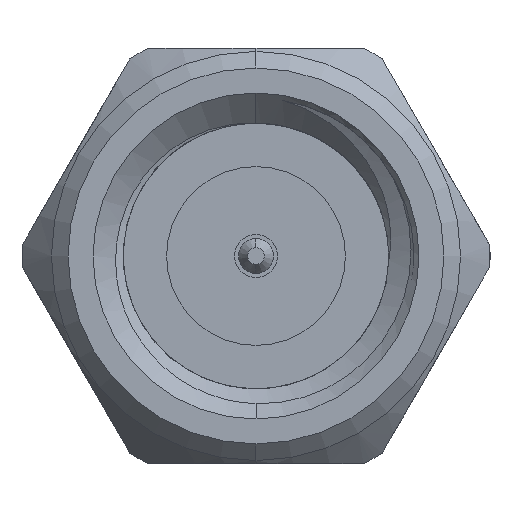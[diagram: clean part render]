
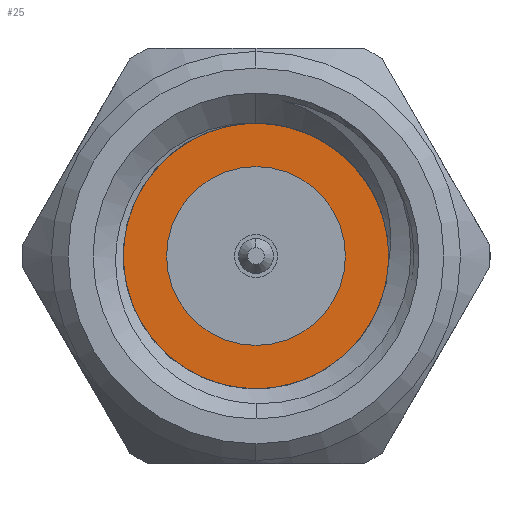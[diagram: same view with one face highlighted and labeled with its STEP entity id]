
A CAD part, left-side view. The second image highlights one B-rep face of the part: STEP entity #25.
In plain terms, the highlighted planar face has unit normal (-1, 0, 0).
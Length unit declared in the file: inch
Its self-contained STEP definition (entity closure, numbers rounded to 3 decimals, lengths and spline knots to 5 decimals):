
#6 = AXIS2_PLACEMENT_3D ( 'NONE', #1671, #978, #2608 ) ;
#23 = CARTESIAN_POINT ( 'NONE',  ( 0.13266, -0.07866, -0.01389 ) ) ;
#25 = ADVANCED_FACE ( 'NONE', ( #2570, #1950 ), #2893, .T. ) ;
#73 = CARTESIAN_POINT ( 'NONE',  ( 0.13266, -0.05362, -0.05944 ) ) ;
#74 = ORIENTED_EDGE ( 'NONE', *, *, #2032, .T. ) ;
#128 = CARTESIAN_POINT ( 'NONE',  ( 0.13266, 0.08544, 0.03961 ) ) ;
#129 = AXIS2_PLACEMENT_3D ( 'NONE', #395, #1505, #1082 ) ;
#157 = CARTESIAN_POINT ( 'NONE',  ( 0.13266, -0.08075, 0.02209 ) ) ;
#200 = CARTESIAN_POINT ( 'NONE',  ( 0.13266, -0.02791, 0.0869 ) ) ;
#348 = CARTESIAN_POINT ( 'NONE',  ( 0.13266, 0.07539, -0.0431 ) ) ;
#388 = CARTESIAN_POINT ( 'NONE',  ( 0.13266, 0.01458, 0.09356 ) ) ;
#395 = CARTESIAN_POINT ( 'NONE',  ( 0.13266, 0.05377, 0. ) ) ;
#413 = DIRECTION ( 'NONE',  ( 0., 0., -1. ) ) ;
#495 = CARTESIAN_POINT ( 'NONE',  ( 0.13266, -0.07866, -0.01389 ) ) ;
#548 = CARTESIAN_POINT ( 'NONE',  ( 0.13266, -0.06097, -0.05188 ) ) ;
#583 = ORIENTED_EDGE ( 'NONE', *, *, #1061, .F. ) ;
#617 = CARTESIAN_POINT ( 'NONE',  ( 0.13266, -0.08169, 0.01495 ) ) ;
#693 = CARTESIAN_POINT ( 'NONE',  ( 0.13266, -0.08064, -0.00685 ) ) ;
#722 = AXIS2_PLACEMENT_3D ( 'NONE', #2571, #1884, #762 ) ;
#745 = CARTESIAN_POINT ( 'NONE',  ( 0.13266, 0.00473, -0.08045 ) ) ;
#762 = DIRECTION ( 'NONE',  ( 0., 0., -1. ) ) ;
#792 = CARTESIAN_POINT ( 'NONE',  ( 0.13265, 0.07913, 0.05255 ) ) ;
#797 = CARTESIAN_POINT ( 'NONE',  ( 0.13266, 0.08937, 0.02581 ) ) ;
#868 = EDGE_CURVE ( 'NONE', #2143, #1455, #1873, .T. ) ;
#885 = CARTESIAN_POINT ( 'NONE',  ( 0.13266, 0.00738, 0.09383 ) ) ;
#889 = VERTEX_POINT ( 'NONE', #2119 ) ;
#892 = CARTESIAN_POINT ( 'NONE',  ( 0.13266, -0.05241, 0.07158 ) ) ;
#973 = CARTESIAN_POINT ( 'NONE',  ( 0.13266, -0.04961, -0.06283 ) ) ;
#978 = DIRECTION ( 'NONE',  ( 1., 0., 0. ) ) ;
#1026 = CARTESIAN_POINT ( 'NONE',  ( 0.13266, 0.08265, 0.04621 ) ) ;
#1061 = EDGE_CURVE ( 'NONE', #2670, #1222, #2036, .T. ) ;
#1065 = CARTESIAN_POINT ( 'NONE',  ( 0.13266, 0.07922, -0.03695 ) ) ;
#1082 = DIRECTION ( 'NONE',  ( 0., 0., 1. ) ) ;
#1102 = CARTESIAN_POINT ( 'NONE',  ( 0.13266, 0.02179, 0.09247 ) ) ;
#1130 = CARTESIAN_POINT ( 'NONE',  ( 0.13266, -0.07409, 0.04283 ) ) ;
#1222 = VERTEX_POINT ( 'NONE', #2189 ) ;
#1237 = CARTESIAN_POINT ( 'NONE',  ( 0.13266, 0.08762, -0.01708 ) ) ;
#1248 = CARTESIAN_POINT ( 'NONE',  ( 0.13265, 0.07913, 0.05255 ) ) ;
#1261 = CIRCLE ( 'NONE', #2826, 0.05377 ) ;
#1267 = CARTESIAN_POINT ( 'NONE',  ( 0.13266, 0.02243, -0.07772 ) ) ;
#1319 = DIRECTION ( 'NONE',  ( 1., 0., 0. ) ) ;
#1331 = CARTESIAN_POINT ( 'NONE',  ( 0.13266, -0.01423, 0.09137 ) ) ;
#1412 = CARTESIAN_POINT ( 'NONE',  ( 0.13266, 0.0152, -0.07842 ) ) ;
#1425 = CARTESIAN_POINT ( 'NONE',  ( 0.13266, -0.02654, -0.07552 ) ) ;
#1452 = CARTESIAN_POINT ( 'NONE',  ( 0.13266, -0.02152, -0.07711 ) ) ;
#1455 = VERTEX_POINT ( 'NONE', #2745 ) ;
#1500 = CARTESIAN_POINT ( 'NONE',  ( 0.13266, 0.08536, -0.02388 ) ) ;
#1505 = DIRECTION ( 'NONE',  ( -1., 0., 0. ) ) ;
#1511 = B_SPLINE_CURVE_WITH_KNOTS ( 'NONE', 3,
 ( #2398, #1267, #2870, #1699, #2423, #2885, #1953, #348, #1065, #1500, #1237, #2847, #1689, #2167, #797, #128, #1026, #1248 ),
 .UNSPECIFIED., .F., .F.,
 ( 4, 2, 2, 2, 2, 2, 2, 2, 4 ),
 ( 0., 0.00055, 0.00109, 0.00164, 0.00218, 0.00273, 0.00327, 0.00382, 0.00437 ),
 .UNSPECIFIED. ) ;
#1518 = CARTESIAN_POINT ( 'NONE',  ( 0.13266, -0.06688, 0.05531 ) ) ;
#1533 = ORIENTED_EDGE ( 'NONE', *, *, #1789, .F. ) ;
#1602 = EDGE_LOOP ( 'NONE', ( #1533, #2426, #1885, #583 ) ) ;
#1671 = CARTESIAN_POINT ( 'NONE',  ( 0.13266, 0., 0. ) ) ;
#1689 = CARTESIAN_POINT ( 'NONE',  ( 0.13266, 0.09107, 0.00428 ) ) ;
#1699 = CARTESIAN_POINT ( 'NONE',  ( 0.13266, 0.04287, -0.07103 ) ) ;
#1789 = EDGE_CURVE ( 'NONE', #1455, #2670, #2017, .T. ) ;
#1868 = CARTESIAN_POINT ( 'NONE',  ( 0.13266, -0.07285, -0.03441 ) ) ;
#1873 = CIRCLE ( 'NONE', #6, 0.095 ) ;
#1884 = DIRECTION ( 'NONE',  ( 1., 0., 0. ) ) ;
#1885 = ORIENTED_EDGE ( 'NONE', *, *, #2452, .F. ) ;
#1900 = CARTESIAN_POINT ( 'NONE',  ( 0.13266, -0.00588, -0.08037 ) ) ;
#1910 = CARTESIAN_POINT ( 'NONE',  ( 0.13266, -0.07681, -0.02438 ) ) ;
#1950 = FACE_BOUND ( 'NONE', #2868, .T. ) ;
#1953 = CARTESIAN_POINT ( 'NONE',  ( 0.13266, 0.0663, -0.05421 ) ) ;
#1956 = ORIENTED_EDGE ( 'NONE', *, *, #2352, .T. ) ;
#2017 = B_SPLINE_CURVE_WITH_KNOTS ( 'NONE', 3,
 ( #1102, #388, #885, #2706, #1331, #200, #2025, #2260, #892, #2485, #1518, #1130, #2720, #157, #617, #2218, #693, #2292 ),
 .UNSPECIFIED., .F., .F.,
 ( 4, 2, 2, 2, 2, 2, 2, 2, 4 ),
 ( 0., 0.00055, 0.0011, 0.00164, 0.00219, 0.00274, 0.00329, 0.00384, 0.00438 ),
 .UNSPECIFIED. ) ;
#2025 = CARTESIAN_POINT ( 'NONE',  ( 0.13266, -0.03443, 0.08387 ) ) ;
#2031 = CARTESIAN_POINT ( 'NONE',  ( 0.13266, 0., 0.05377 ) ) ;
#2032 = EDGE_CURVE ( 'NONE', #889, #2334, #2845, .T. ) ;
#2036 = B_SPLINE_CURVE_WITH_KNOTS ( 'NONE', 3,
 ( #495, #1910, #1868, #2569, #548, #73, #973, #2577, #2128, #1425, #1452, #1900, #745, #1412 ),
 .UNSPECIFIED., .F., .F.,
 ( 4, 2, 2, 2, 2, 2, 4 ),
 ( 0., 0.00081, 0.00121, 0.00162, 0.00202, 0.00243, 0.00324 ),
 .UNSPECIFIED. ) ;
#2119 = CARTESIAN_POINT ( 'NONE',  ( 0.13266, 0., -0.05377 ) ) ;
#2128 = CARTESIAN_POINT ( 'NONE',  ( 0.13266, -0.03621, -0.07139 ) ) ;
#2143 = VERTEX_POINT ( 'NONE', #792 ) ;
#2167 = CARTESIAN_POINT ( 'NONE',  ( 0.13266, 0.09052, 0.01858 ) ) ;
#2189 = CARTESIAN_POINT ( 'NONE',  ( 0.13266, 0.0152, -0.07842 ) ) ;
#2218 = CARTESIAN_POINT ( 'NONE',  ( 0.13266, -0.08164, 0.00042 ) ) ;
#2260 = CARTESIAN_POINT ( 'NONE',  ( 0.13266, -0.0468, 0.07613 ) ) ;
#2292 = CARTESIAN_POINT ( 'NONE',  ( 0.13266, -0.07866, -0.01389 ) ) ;
#2334 = VERTEX_POINT ( 'NONE', #2031 ) ;
#2352 = EDGE_CURVE ( 'NONE', #2334, #889, #1261, .T. ) ;
#2398 = CARTESIAN_POINT ( 'NONE',  ( 0.13266, 0.0152, -0.07842 ) ) ;
#2423 = CARTESIAN_POINT ( 'NONE',  ( 0.13266, 0.04931, -0.06758 ) ) ;
#2426 = ORIENTED_EDGE ( 'NONE', *, *, #868, .F. ) ;
#2452 = EDGE_CURVE ( 'NONE', #1222, #2143, #1511, .T. ) ;
#2485 = CARTESIAN_POINT ( 'NONE',  ( 0.13266, -0.06244, 0.0612 ) ) ;
#2569 = CARTESIAN_POINT ( 'NONE',  ( 0.13266, -0.06431, -0.04767 ) ) ;
#2570 = FACE_OUTER_BOUND ( 'NONE', #1602, .T. ) ;
#2571 = CARTESIAN_POINT ( 'NONE',  ( 0.13266, 0., 0. ) ) ;
#2577 = CARTESIAN_POINT ( 'NONE',  ( 0.13266, -0.0409, -0.06882 ) ) ;
#2608 = DIRECTION ( 'NONE',  ( 0., 0., -1. ) ) ;
#2670 = VERTEX_POINT ( 'NONE', #23 ) ;
#2694 = CARTESIAN_POINT ( 'NONE',  ( 0.13266, 0., 0. ) ) ;
#2706 = CARTESIAN_POINT ( 'NONE',  ( 0.13266, -0.00698, 0.09279 ) ) ;
#2720 = CARTESIAN_POINT ( 'NONE',  ( 0.13266, -0.07696, 0.03609 ) ) ;
#2745 = CARTESIAN_POINT ( 'NONE',  ( 0.13266, 0.02179, 0.09247 ) ) ;
#2826 = AXIS2_PLACEMENT_3D ( 'NONE', #2694, #1319, #413 ) ;
#2845 = CIRCLE ( 'NONE', #722, 0.05377 ) ;
#2847 = CARTESIAN_POINT ( 'NONE',  ( 0.13266, 0.09049, -0.00295 ) ) ;
#2868 = EDGE_LOOP ( 'NONE', ( #74, #1956 ) ) ;
#2870 = CARTESIAN_POINT ( 'NONE',  ( 0.13266, 0.0294, -0.07609 ) ) ;
#2885 = CARTESIAN_POINT ( 'NONE',  ( 0.13266, 0.06095, -0.05923 ) ) ;
#2893 = PLANE ( 'NONE',  #129 ) ;
